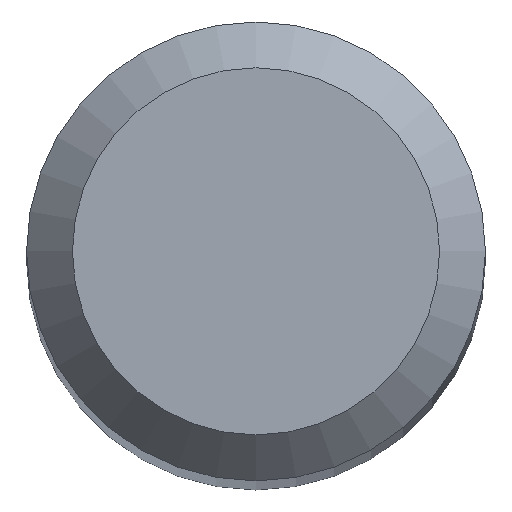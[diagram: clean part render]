
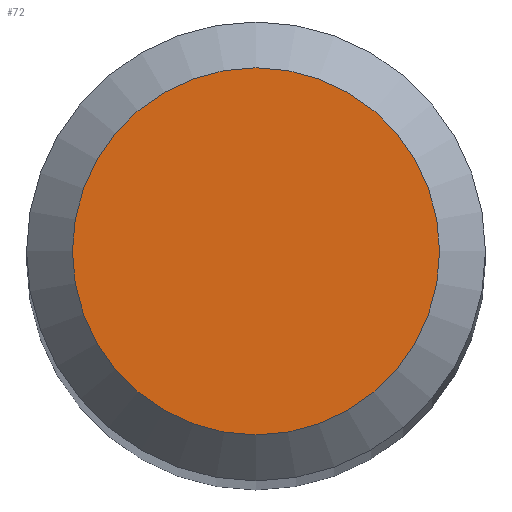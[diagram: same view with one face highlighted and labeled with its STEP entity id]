
A CAD part, top view. The second image highlights one B-rep face of the part: STEP entity #72.
In plain terms, the highlighted planar face has unit normal (0, 0, 1).
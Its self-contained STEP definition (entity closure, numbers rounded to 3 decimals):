
#48 = FACE_OUTER_BOUND ( 'NONE', #301, .T. ) ;
#54 = PLANE ( 'NONE',  #207 ) ;
#70 = CIRCLE ( 'NONE', #230, 1.2 ) ;
#72 = ADVANCED_FACE ( 'NONE', ( #48 ), #54, .F. ) ;
#75 = DIRECTION ( 'NONE',  ( 0., 0., -1. ) ) ;
#92 = ORIENTED_EDGE ( 'NONE', *, *, #101, .F. ) ;
#101 = EDGE_CURVE ( 'NONE', #276, #276, #70, .T. ) ;
#143 = CARTESIAN_POINT ( 'NONE',  ( 0., 0., 61. ) ) ;
#159 = CARTESIAN_POINT ( 'NONE',  ( 0., 1.2, 61. ) ) ;
#207 = AXIS2_PLACEMENT_3D ( 'NONE', #143, #264, #226 ) ;
#226 = DIRECTION ( 'NONE',  ( 0., 1., 0. ) ) ;
#230 = AXIS2_PLACEMENT_3D ( 'NONE', #283, #75, #285 ) ;
#264 = DIRECTION ( 'NONE',  ( 0., 0., -1. ) ) ;
#276 = VERTEX_POINT ( 'NONE', #159 ) ;
#283 = CARTESIAN_POINT ( 'NONE',  ( 0., 0., 61. ) ) ;
#285 = DIRECTION ( 'NONE',  ( 0., 1., 0. ) ) ;
#301 = EDGE_LOOP ( 'NONE', ( #92 ) ) ;
